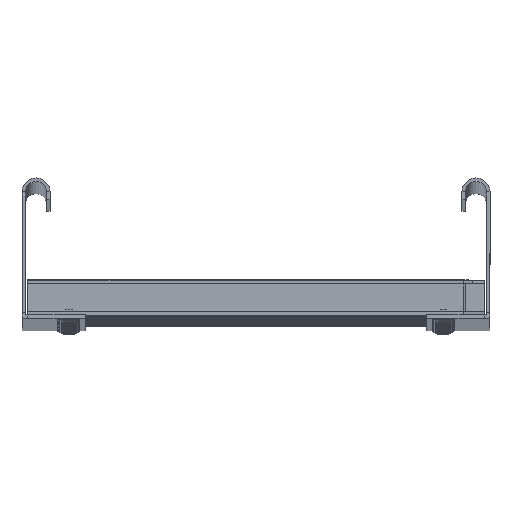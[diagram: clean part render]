
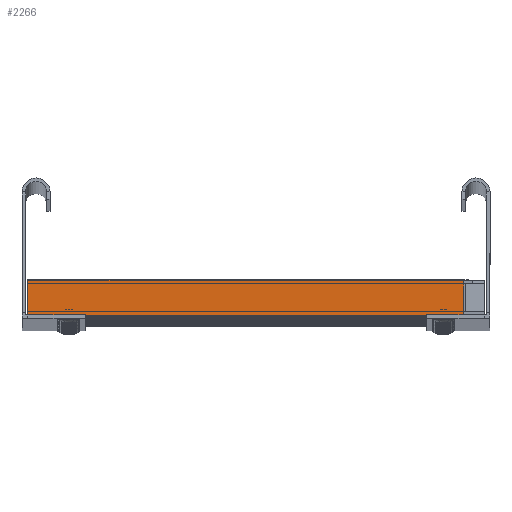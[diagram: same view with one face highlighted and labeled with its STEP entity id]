
A CAD part, top view. The second image highlights one B-rep face of the part: STEP entity #2266.
In plain terms, the highlighted face is planar.
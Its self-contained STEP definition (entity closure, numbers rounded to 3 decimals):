
#34 = VERTEX_POINT ( 'NONE', #835 ) ;
#204 = EDGE_CURVE ( 'NONE', #3406, #34, #933, .T. ) ;
#206 = LINE ( 'NONE', #2168, #3291 ) ;
#211 = VERTEX_POINT ( 'NONE', #3880 ) ;
#228 = CARTESIAN_POINT ( 'NONE',  ( 15., 15., -88.84 ) ) ;
#278 = CARTESIAN_POINT ( 'NONE',  ( 15., 3., 97.5 ) ) ;
#388 = VECTOR ( 'NONE', #1790, 1000. ) ;
#440 = DIRECTION ( 'NONE',  ( 0., -1., 0. ) ) ;
#450 = VECTOR ( 'NONE', #1600, 1000. ) ;
#573 = DIRECTION ( 'NONE',  ( 0., -1., 0. ) ) ;
#788 = VECTOR ( 'NONE', #2859, 1000. ) ;
#830 = EDGE_CURVE ( 'NONE', #211, #3520, #1768, .T. ) ;
#835 = CARTESIAN_POINT ( 'NONE',  ( 15., 15., 97.5 ) ) ;
#933 = LINE ( 'NONE', #3571, #788 ) ;
#954 = ORIENTED_EDGE ( 'NONE', *, *, #1604, .F. ) ;
#1150 = VECTOR ( 'NONE', #440, 1000. ) ;
#1173 = DIRECTION ( 'NONE',  ( 0., 0., -1. ) ) ;
#1265 = EDGE_CURVE ( 'NONE', #3406, #211, #1922, .T. ) ;
#1368 = FACE_OUTER_BOUND ( 'NONE', #1676, .T. ) ;
#1479 = DIRECTION ( 'NONE',  ( -1., 0., 0. ) ) ;
#1600 = DIRECTION ( 'NONE',  ( 0., -1., 0. ) ) ;
#1604 = EDGE_CURVE ( 'NONE', #3926, #1854, #2779, .T. ) ;
#1676 = EDGE_LOOP ( 'NONE', ( #3524, #3383, #1736, #954, #2740, #3458 ) ) ;
#1736 = ORIENTED_EDGE ( 'NONE', *, *, #3579, .T. ) ;
#1768 = LINE ( 'NONE', #4049, #388 ) ;
#1790 = DIRECTION ( 'NONE',  ( 0., -1., 0. ) ) ;
#1854 = VERTEX_POINT ( 'NONE', #2800 ) ;
#1922 = LINE ( 'NONE', #278, #450 ) ;
#2040 = CARTESIAN_POINT ( 'NONE',  ( 15., 3., -97.5 ) ) ;
#2168 = CARTESIAN_POINT ( 'NONE',  ( 15., 15., -97.5 ) ) ;
#2211 = CARTESIAN_POINT ( 'NONE',  ( 15., 12., 97.5 ) ) ;
#2266 = ADVANCED_FACE ( 'NONE', ( #1368 ), #4015, .F. ) ;
#2376 = CARTESIAN_POINT ( 'NONE',  ( 15., 0., 97.5 ) ) ;
#2740 = ORIENTED_EDGE ( 'NONE', *, *, #3632, .F. ) ;
#2779 = LINE ( 'NONE', #3774, #1150 ) ;
#2800 = CARTESIAN_POINT ( 'NONE',  ( 15., 0., -88.84 ) ) ;
#2859 = DIRECTION ( 'NONE',  ( 0., 1., 0. ) ) ;
#3291 = VECTOR ( 'NONE', #1173, 1000. ) ;
#3331 = AXIS2_PLACEMENT_3D ( 'NONE', #2040, #1479, #573 ) ;
#3337 = LINE ( 'NONE', #4013, #3764 ) ;
#3383 = ORIENTED_EDGE ( 'NONE', *, *, #830, .T. ) ;
#3397 = DIRECTION ( 'NONE',  ( 0., 0., -1. ) ) ;
#3406 = VERTEX_POINT ( 'NONE', #2211 ) ;
#3458 = ORIENTED_EDGE ( 'NONE', *, *, #204, .F. ) ;
#3520 = VERTEX_POINT ( 'NONE', #2376 ) ;
#3524 = ORIENTED_EDGE ( 'NONE', *, *, #1265, .T. ) ;
#3571 = CARTESIAN_POINT ( 'NONE',  ( 15., 3., 97.5 ) ) ;
#3579 = EDGE_CURVE ( 'NONE', #3520, #1854, #3337, .T. ) ;
#3632 = EDGE_CURVE ( 'NONE', #34, #3926, #206, .T. ) ;
#3764 = VECTOR ( 'NONE', #3397, 1000. ) ;
#3774 = CARTESIAN_POINT ( 'NONE',  ( 15., 15., -88.84 ) ) ;
#3880 = CARTESIAN_POINT ( 'NONE',  ( 15., 3., 97.5 ) ) ;
#3926 = VERTEX_POINT ( 'NONE', #228 ) ;
#4013 = CARTESIAN_POINT ( 'NONE',  ( 15., 0., -97.5 ) ) ;
#4015 = PLANE ( 'NONE',  #3331 ) ;
#4049 = CARTESIAN_POINT ( 'NONE',  ( 15., 0., 97.5 ) ) ;
